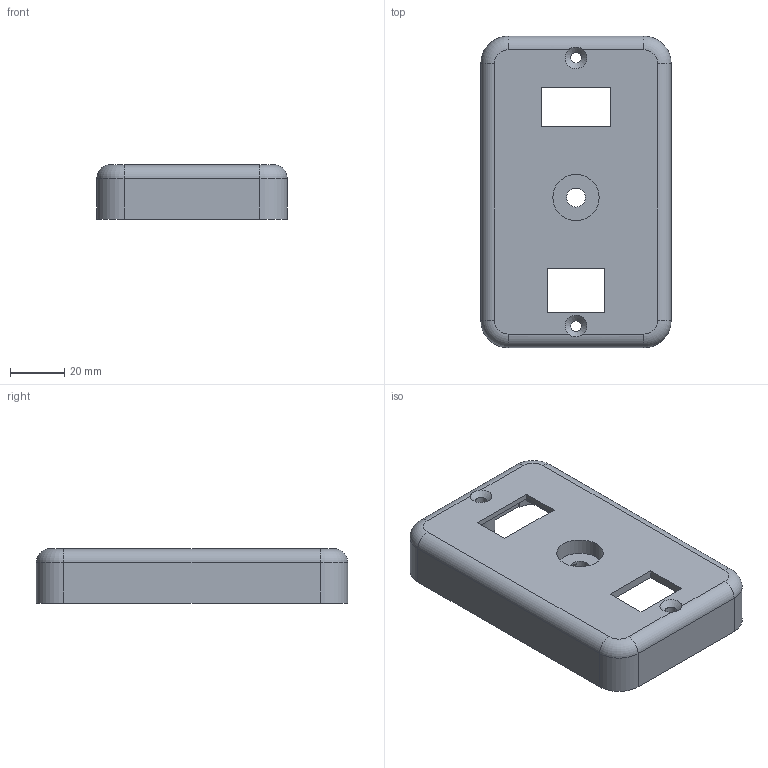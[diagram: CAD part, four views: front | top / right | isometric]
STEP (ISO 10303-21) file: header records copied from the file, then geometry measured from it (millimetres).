
FILE_DESCRIPTION(('HOOPS Exchange Step'),'2;1');
FILE_NAME('export-1C898FE8-DC1A-4B5F-918C-AEB440407DA5.stp','2021-01-19T14:17:01-08:00',('rjmur'),('Alibre'),'HOOPS Exchange 2020.1','Alibre','Unknown authorisation');
FILE_SCHEMA( ('AP242_MANAGED_MODEL_BASED_3D_ENGINEERING_MIM_LF {1 0 10303 442 1 1 4 }') );
Length unit declared in the file: millimetre
Products named in the file (1): thermostat cover
Bounding box: 69.85 x 114.3 x 20 mm (x, y, z)
Volume: 38678 mm3; surface area: 28542.2 mm2
Topology: 1 solids, 1 shells, 97 faces, 272 edges, 176 vertices
Faces by surface type: plane 61, cylinder 26, torus 8, cone 2
Full cylindrical faces by diameter (mm): 4 x2, 7 x1, 17 x1
Entity records: 3826 total; most frequent: CARTESIAN_POINT 1225, ORIENTED_EDGE 544, DIRECTION 536, EDGE_CURVE 272, VECTOR 194, LINE 194, VERTEX_POINT 176, AXIS2_PLACEMENT_3D 171
